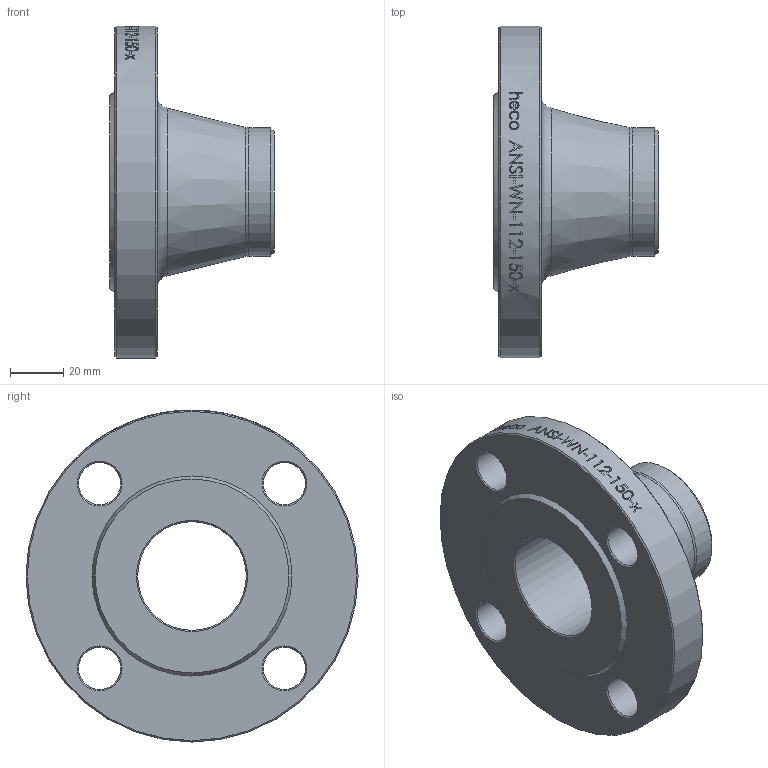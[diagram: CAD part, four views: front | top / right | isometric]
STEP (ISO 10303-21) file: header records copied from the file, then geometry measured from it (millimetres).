
FILE_DESCRIPTION (( 'STEP AP214' ), '1' );
FILE_NAME ('ANSI-WN-112-150-x Vorschweissflansch ASME B16.5 Class150 2102.STEP', '2021-02-06T12:21:36', ( '' ), ( '' ), 'SwSTEP 2.0', 'SolidWorks 2019', '' );
FILE_SCHEMA (( 'AUTOMOTIVE_DESIGN' ));
Length unit declared in the file: millimetre
Products named in the file (1): ANSI-WN-112-150-x Vorschweissflansch ASME B16.5 Class150 2102
Bounding box: 62 x 125 x 125 mm (x, y, z)
Volume: 214716.5 mm3; surface area: 43512.4 mm2
Topology: 1 solids, 1 shells, 52 faces, 257 edges, 233 vertices
Faces by surface type: cylinder 32, cone 14, plane 4, torus 2
Full cylindrical faces by diameter (mm): 15.9 x4, 40.9 x1, 48.3 x1, 125 x1
Entity records: 5210 total; most frequent: CARTESIAN_POINT 3018, ORIENTED_EDGE 450, DIRECTION 303, EDGE_CURVE 225, VERTEX_POINT 225, AXIS2_PLACEMENT_3D 136, EDGE_LOOP 112, B_SPLINE_CURVE_WITH_KNOTS 111
